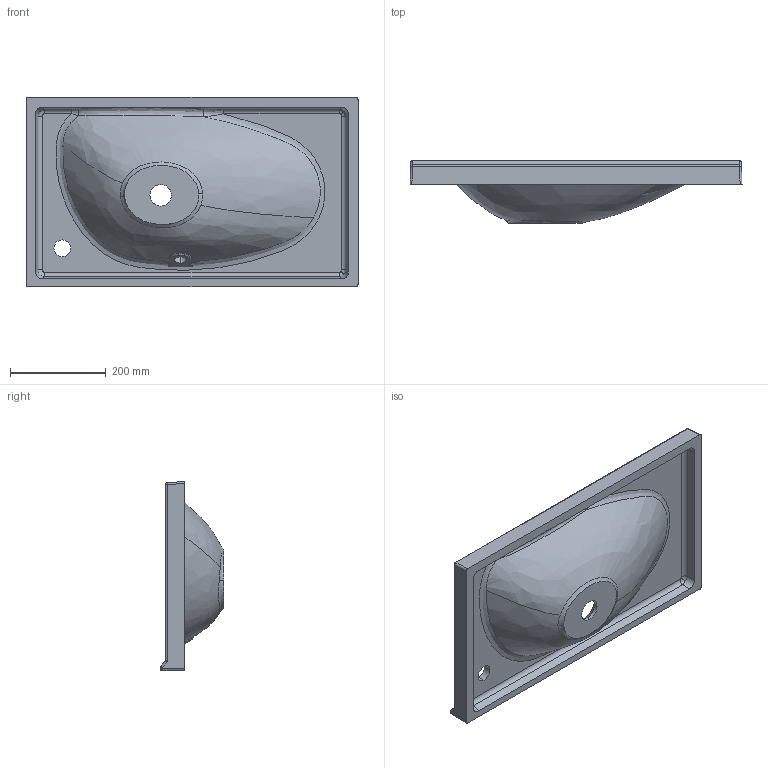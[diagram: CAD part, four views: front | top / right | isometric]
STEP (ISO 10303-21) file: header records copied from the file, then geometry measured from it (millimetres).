
FILE_DESCRIPTION (( 'STEP AP214' ), '1' );
FILE_NAME ('Titania 700c.STEP', '2019-12-04T07:37:04', ( '' ), ( '' ), 'SwSTEP 2.0', 'SolidWorks 2018', '' );
FILE_SCHEMA (( 'AUTOMOTIVE_DESIGN' ));
Length unit declared in the file: millimetre
Products named in the file (1): Titania 700c
Bounding box: 695.09 x 132 x 395.8 mm (x, y, z)
Volume: 6692090.3 mm3; surface area: 745511.8 mm2
Topology: 1 solids, 1 shells, 96 faces, 245 edges, 144 vertices
Faces by surface type: bspline 50, cylinder 29, plane 15, sphere 2
Entity records: 12253 total; most frequent: CARTESIAN_POINT 10378, ORIENTED_EDGE 474, DIRECTION 270, EDGE_CURVE 237, VERTEX_POINT 144, AXIS2_PLACEMENT_3D 105, EDGE_LOOP 103, ADVANCED_FACE 96
